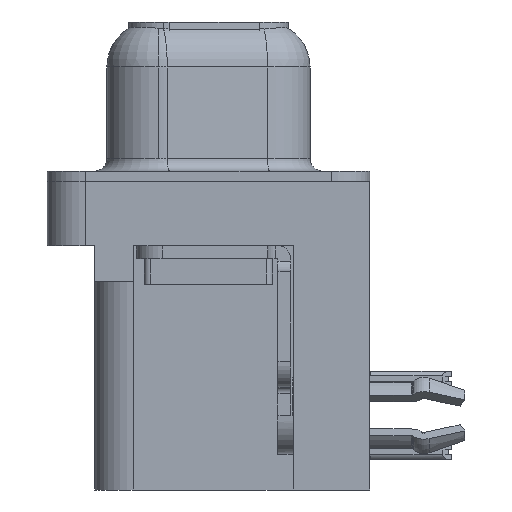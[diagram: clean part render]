
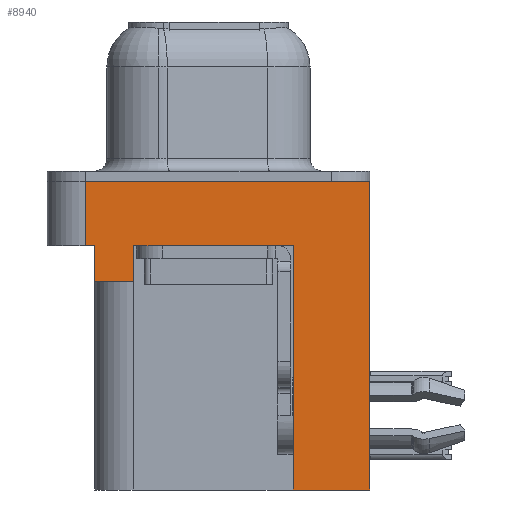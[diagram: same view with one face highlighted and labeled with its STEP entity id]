
A CAD part, left-side view. The second image highlights one B-rep face of the part: STEP entity #8940.
In plain terms, the highlighted planar face has unit normal (-1, 0, 0).
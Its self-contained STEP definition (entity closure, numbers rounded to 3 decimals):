
#269 = CARTESIAN_POINT ( 'NONE',  ( -2.91, -6.275, 0. ) ) ;
#325 = ORIENTED_EDGE ( 'NONE', *, *, #8586, .F. ) ;
#1155 = VERTEX_POINT ( 'NONE', #8341 ) ;
#1557 = LINE ( 'NONE', #4378, #6485 ) ;
#1808 = CARTESIAN_POINT ( 'NONE',  ( -2.91, -6.275, 0. ) ) ;
#1890 = DIRECTION ( 'NONE',  ( 0., -1., 0. ) ) ;
#2203 = VERTEX_POINT ( 'NONE', #269 ) ;
#2512 = CARTESIAN_POINT ( 'NONE',  ( -2.91, -3.295, -2.5 ) ) ;
#2706 = VERTEX_POINT ( 'NONE', #14485 ) ;
#3013 = EDGE_CURVE ( 'NONE', #24635, #3043, #23948, .T. ) ;
#3043 = VERTEX_POINT ( 'NONE', #19264 ) ;
#3084 = LINE ( 'NONE', #11535, #3709 ) ;
#3344 = ORIENTED_EDGE ( 'NONE', *, *, #10823, .T. ) ;
#3709 = VECTOR ( 'NONE', #15351, 1000. ) ;
#3852 = ORIENTED_EDGE ( 'NONE', *, *, #3013, .F. ) ;
#4343 = VERTEX_POINT ( 'NONE', #2512 ) ;
#4378 = CARTESIAN_POINT ( 'NONE',  ( -2.91, 4.775, -2.5 ) ) ;
#4380 = EDGE_CURVE ( 'NONE', #15601, #2203, #23652, .T. ) ;
#4659 = CARTESIAN_POINT ( 'NONE',  ( -2.91, -6.275, -2.5 ) ) ;
#6485 = VECTOR ( 'NONE', #22170, 1000. ) ;
#6560 = CARTESIAN_POINT ( 'NONE',  ( -2.91, 4.775, 0. ) ) ;
#7034 = DIRECTION ( 'NONE',  ( 0., -1., 0. ) ) ;
#8249 = VECTOR ( 'NONE', #7034, 1000. ) ;
#8341 = CARTESIAN_POINT ( 'NONE',  ( -2.91, 2.895, -2.5 ) ) ;
#8351 = LINE ( 'NONE', #12370, #15775 ) ;
#8393 = VECTOR ( 'NONE', #17925, 1000. ) ;
#8586 = EDGE_CURVE ( 'NONE', #21527, #19999, #1557, .T. ) ;
#8940 = ADVANCED_FACE ( 'NONE', ( #19784 ), #19409, .T. ) ;
#9869 = CARTESIAN_POINT ( 'NONE',  ( -2.91, 4.775, -2.5 ) ) ;
#9981 = CARTESIAN_POINT ( 'NONE',  ( -2.91, -3.295, -12. ) ) ;
#10043 = EDGE_LOOP ( 'NONE', ( #18555, #325, #3344, #24724, #3852, #21001, #22888, #25627, #14664, #22261 ) ) ;
#10653 = VECTOR ( 'NONE', #20824, 1000. ) ;
#10823 = EDGE_CURVE ( 'NONE', #21527, #18768, #17513, .T. ) ;
#10857 = VECTOR ( 'NONE', #1890, 1000. ) ;
#11466 = LINE ( 'NONE', #9981, #8393 ) ;
#11535 = CARTESIAN_POINT ( 'NONE',  ( -2.91, 4.425, -3.9 ) ) ;
#12011 = EDGE_CURVE ( 'NONE', #2706, #4343, #12866, .T. ) ;
#12161 = EDGE_CURVE ( 'NONE', #1155, #4343, #20908, .T. ) ;
#12370 = CARTESIAN_POINT ( 'NONE',  ( -2.91, 2.895, -3.9 ) ) ;
#12866 = LINE ( 'NONE', #23405, #23051 ) ;
#13234 = CARTESIAN_POINT ( 'NONE',  ( -2.91, 2.895, -3.9 ) ) ;
#13276 = DIRECTION ( 'NONE',  ( -1., 0., 0. ) ) ;
#13388 = DIRECTION ( 'NONE',  ( 0., 0., 1. ) ) ;
#14089 = VECTOR ( 'NONE', #15718, 1000. ) ;
#14485 = CARTESIAN_POINT ( 'NONE',  ( -2.91, -3.295, -12. ) ) ;
#14664 = ORIENTED_EDGE ( 'NONE', *, *, #23281, .F. ) ;
#15271 = CARTESIAN_POINT ( 'NONE',  ( -2.91, -6.275, -2.5 ) ) ;
#15351 = DIRECTION ( 'NONE',  ( 0., 0., 1. ) ) ;
#15433 = CARTESIAN_POINT ( 'NONE',  ( -2.91, -6.275, -12. ) ) ;
#15503 = DIRECTION ( 'NONE',  ( 0., 0., 1. ) ) ;
#15601 = VERTEX_POINT ( 'NONE', #15433 ) ;
#15718 = DIRECTION ( 'NONE',  ( 0., -1., 0. ) ) ;
#15775 = VECTOR ( 'NONE', #18170, 1000. ) ;
#16053 = CARTESIAN_POINT ( 'NONE',  ( -2.91, 4.425, -2.5 ) ) ;
#16994 = EDGE_CURVE ( 'NONE', #24635, #1155, #8351, .T. ) ;
#17349 = EDGE_CURVE ( 'NONE', #3043, #18768, #3084, .T. ) ;
#17513 = LINE ( 'NONE', #15271, #8249 ) ;
#17925 = DIRECTION ( 'NONE',  ( 0., 1., 0. ) ) ;
#18170 = DIRECTION ( 'NONE',  ( 0., 0., 1. ) ) ;
#18387 = VECTOR ( 'NONE', #22702, 1000. ) ;
#18555 = ORIENTED_EDGE ( 'NONE', *, *, #24060, .F. ) ;
#18768 = VERTEX_POINT ( 'NONE', #16053 ) ;
#19264 = CARTESIAN_POINT ( 'NONE',  ( -2.91, 4.425, -3.9 ) ) ;
#19409 = PLANE ( 'NONE',  #20641 ) ;
#19784 = FACE_OUTER_BOUND ( 'NONE', #10043, .T. ) ;
#19999 = VERTEX_POINT ( 'NONE', #6560 ) ;
#20641 = AXIS2_PLACEMENT_3D ( 'NONE', #23363, #13276, #15503 ) ;
#20824 = DIRECTION ( 'NONE',  ( 0., 1., 0. ) ) ;
#20908 = LINE ( 'NONE', #21850, #14089 ) ;
#21001 = ORIENTED_EDGE ( 'NONE', *, *, #16994, .T. ) ;
#21527 = VERTEX_POINT ( 'NONE', #9869 ) ;
#21850 = CARTESIAN_POINT ( 'NONE',  ( -2.91, -6.275, -2.5 ) ) ;
#22170 = DIRECTION ( 'NONE',  ( 0., 0., 1. ) ) ;
#22261 = ORIENTED_EDGE ( 'NONE', *, *, #4380, .T. ) ;
#22702 = DIRECTION ( 'NONE',  ( 0., 0., 1. ) ) ;
#22888 = ORIENTED_EDGE ( 'NONE', *, *, #12161, .T. ) ;
#23051 = VECTOR ( 'NONE', #13388, 1000. ) ;
#23281 = EDGE_CURVE ( 'NONE', #15601, #2706, #11466, .T. ) ;
#23363 = CARTESIAN_POINT ( 'NONE',  ( -2.91, -6.275, -2.5 ) ) ;
#23405 = CARTESIAN_POINT ( 'NONE',  ( -2.91, -3.295, -12. ) ) ;
#23652 = LINE ( 'NONE', #4659, #18387 ) ;
#23948 = LINE ( 'NONE', #25126, #10653 ) ;
#24060 = EDGE_CURVE ( 'NONE', #19999, #2203, #24168, .T. ) ;
#24168 = LINE ( 'NONE', #1808, #10857 ) ;
#24635 = VERTEX_POINT ( 'NONE', #13234 ) ;
#24724 = ORIENTED_EDGE ( 'NONE', *, *, #17349, .F. ) ;
#25126 = CARTESIAN_POINT ( 'NONE',  ( -2.91, 4.425, -3.9 ) ) ;
#25627 = ORIENTED_EDGE ( 'NONE', *, *, #12011, .F. ) ;
